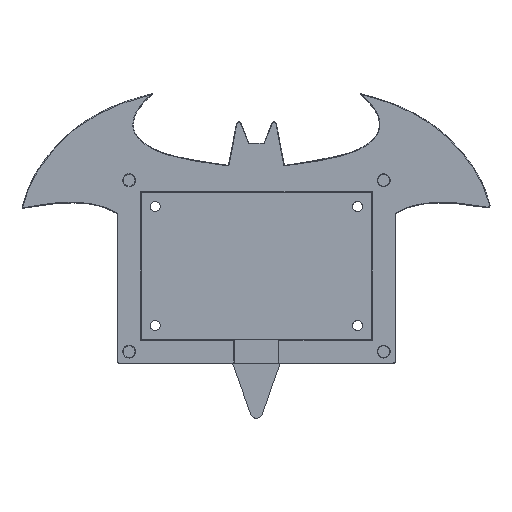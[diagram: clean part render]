
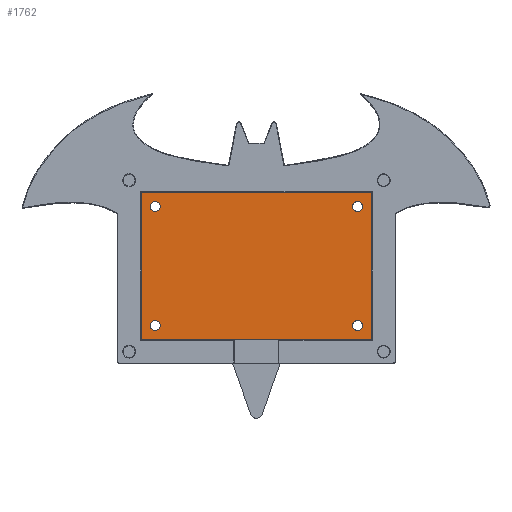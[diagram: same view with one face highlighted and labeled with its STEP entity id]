
A CAD part, top view. The second image highlights one B-rep face of the part: STEP entity #1762.
In plain terms, the highlighted planar face has unit normal (0, 0, 1).
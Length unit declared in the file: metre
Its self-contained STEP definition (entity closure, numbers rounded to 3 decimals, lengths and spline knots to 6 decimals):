
#171=CIRCLE('',#1900,0.0021);
#172=CIRCLE('',#1901,0.0021);
#173=CIRCLE('',#1902,0.0021);
#174=CIRCLE('',#1903,0.0021);
#279=ORIENTED_EDGE('',*,*,#809,.F.);
#280=ORIENTED_EDGE('',*,*,#810,.T.);
#281=ORIENTED_EDGE('',*,*,#811,.T.);
#282=ORIENTED_EDGE('',*,*,#812,.F.);
#283=ORIENTED_EDGE('',*,*,#813,.F.);
#284=ORIENTED_EDGE('',*,*,#814,.F.);
#285=ORIENTED_EDGE('',*,*,#815,.F.);
#286=ORIENTED_EDGE('',*,*,#816,.F.);
#809=EDGE_CURVE('',#1074,#1075,#1237,.T.);
#810=EDGE_CURVE('',#1074,#1076,#1238,.T.);
#811=EDGE_CURVE('',#1076,#1077,#1239,.T.);
#812=EDGE_CURVE('',#1075,#1077,#1240,.T.);
#813=EDGE_CURVE('',#1078,#1078,#171,.T.);
#814=EDGE_CURVE('',#1079,#1079,#172,.T.);
#815=EDGE_CURVE('',#1080,#1080,#173,.T.);
#816=EDGE_CURVE('',#1081,#1081,#174,.T.);
#1074=VERTEX_POINT('',#2665);
#1075=VERTEX_POINT('',#2666);
#1076=VERTEX_POINT('',#2668);
#1077=VERTEX_POINT('',#2670);
#1078=VERTEX_POINT('',#2673);
#1079=VERTEX_POINT('',#2675);
#1080=VERTEX_POINT('',#2677);
#1081=VERTEX_POINT('',#2679);
#1237=LINE('',#2664,#1337);
#1238=LINE('',#2667,#1338);
#1239=LINE('',#2669,#1339);
#1240=LINE('',#2671,#1340);
#1337=VECTOR('',#2126,1.);
#1338=VECTOR('',#2127,1.);
#1339=VECTOR('',#2128,1.);
#1340=VECTOR('',#2129,1.);
#1435=EDGE_LOOP('',(#279,#280,#281,#282));
#1436=EDGE_LOOP('',(#283));
#1437=EDGE_LOOP('',(#284));
#1438=EDGE_LOOP('',(#285));
#1439=EDGE_LOOP('',(#286));
#1586=FACE_BOUND('',#1435,.T.);
#1587=FACE_BOUND('',#1436,.T.);
#1588=FACE_BOUND('',#1437,.T.);
#1589=FACE_BOUND('',#1438,.T.);
#1590=FACE_BOUND('',#1439,.T.);
#1737=PLANE('',#1899);
#1762=ADVANCED_FACE('',(#1586,#1587,#1588,#1589,#1590),#1737,.T.);
#1899=AXIS2_PLACEMENT_3D('',#2663,#2124,#2125);
#1900=AXIS2_PLACEMENT_3D('',#2672,#2130,#2131);
#1901=AXIS2_PLACEMENT_3D('',#2674,#2132,#2133);
#1902=AXIS2_PLACEMENT_3D('',#2676,#2134,#2135);
#1903=AXIS2_PLACEMENT_3D('',#2678,#2136,#2137);
#2124=DIRECTION('',(0.,0.,1.));
#2125=DIRECTION('',(1.,0.,0.));
#2126=DIRECTION('',(-1.,0.,0.));
#2127=DIRECTION('',(0.,1.,0.));
#2128=DIRECTION('',(-1.,0.,0.));
#2129=DIRECTION('',(0.,1.,0.));
#2130=DIRECTION('',(0.,0.,1.));
#2131=DIRECTION('',(1.,0.,0.));
#2132=DIRECTION('',(0.,0.,1.));
#2133=DIRECTION('',(1.,0.,0.));
#2134=DIRECTION('',(0.,0.,1.));
#2135=DIRECTION('',(1.,0.,0.));
#2136=DIRECTION('',(0.,0.,1.));
#2137=DIRECTION('',(1.,0.,0.));
#2663=CARTESIAN_POINT('',(0.,-0.006367,0.));
#2664=CARTESIAN_POINT('',(-0.028875,-0.04167,0.));
#2665=CARTESIAN_POINT('',(0.0485,-0.04167,0.));
#2666=CARTESIAN_POINT('',(-0.0485,-0.04167,0.));
#2667=CARTESIAN_POINT('',(0.0485,0.009669,0.));
#2668=CARTESIAN_POINT('',(0.0485,0.02033,0.));
#2669=CARTESIAN_POINT('',(0.,0.02033,0.));
#2670=CARTESIAN_POINT('',(-0.0485,0.02033,0.));
#2671=CARTESIAN_POINT('',(-0.0485,-0.021331,0.));
#2672=CARTESIAN_POINT('',(-0.0425,0.01433,0.));
#2673=CARTESIAN_POINT('',(-0.0404,0.01433,0.));
#2674=CARTESIAN_POINT('',(-0.0425,-0.03567,0.));
#2675=CARTESIAN_POINT('',(-0.0404,-0.03567,0.));
#2676=CARTESIAN_POINT('',(0.0425,-0.03567,0.));
#2677=CARTESIAN_POINT('',(0.0446,-0.03567,0.));
#2678=CARTESIAN_POINT('',(0.0425,0.01433,0.));
#2679=CARTESIAN_POINT('',(0.0446,0.01433,0.));
